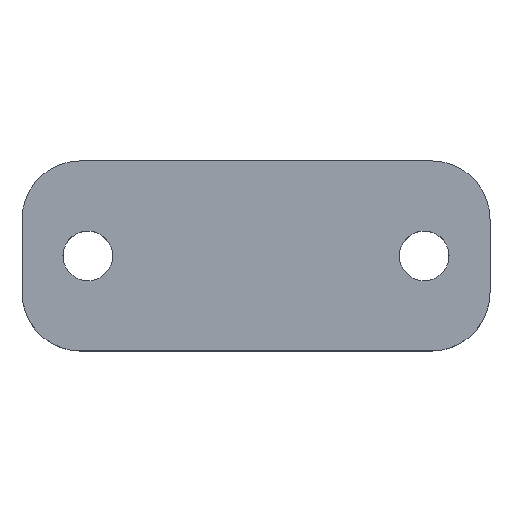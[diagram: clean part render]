
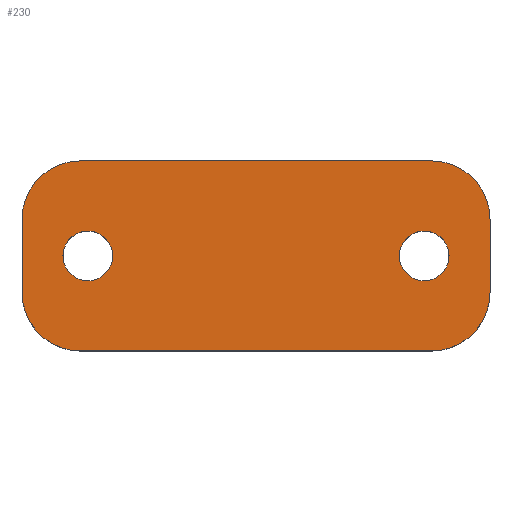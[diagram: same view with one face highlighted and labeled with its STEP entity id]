
A CAD part, top view. The second image highlights one B-rep face of the part: STEP entity #230.
In plain terms, the highlighted planar face has unit normal (0, 0, 1).
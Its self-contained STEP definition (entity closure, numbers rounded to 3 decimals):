
#32 = VERTEX_POINT('',#33);
#33 = CARTESIAN_POINT('',(-12.,3.1,4.));
#39 = EDGE_CURVE('',#32,#40,#42,.T.);
#40 = VERTEX_POINT('',#41);
#41 = CARTESIAN_POINT('',(12.,3.1,4.));
#42 = LINE('',#43,#44);
#43 = CARTESIAN_POINT('',(-16.,3.1,4.));
#44 = VECTOR('',#45,1.);
#45 = DIRECTION('',(1.,0.,0.));
#186 = VERTEX_POINT('',#187);
#187 = CARTESIAN_POINT('',(-16.,-0.9,4.));
#193 = EDGE_CURVE('',#32,#186,#194,.T.);
#194 = CIRCLE('',#195,4.);
#195 = AXIS2_PLACEMENT_3D('',#196,#197,#198);
#196 = CARTESIAN_POINT('',(-12.,-0.9,4.));
#197 = DIRECTION('',(-0.,0.,1.));
#198 = DIRECTION('',(0.,-1.,0.));
#211 = VERTEX_POINT('',#212);
#212 = CARTESIAN_POINT('',(16.,-0.9,4.));
#218 = EDGE_CURVE('',#40,#211,#219,.T.);
#219 = CIRCLE('',#220,4.);
#220 = AXIS2_PLACEMENT_3D('',#221,#222,#223);
#221 = CARTESIAN_POINT('',(12.,-0.9,4.));
#222 = DIRECTION('',(-0.,-0.,-1.));
#223 = DIRECTION('',(0.,-1.,0.));
#230 = ADVANCED_FACE('',(#231,#276,#287),#298,.T.);
#231 = FACE_BOUND('',#232,.T.);
#232 = EDGE_LOOP('',(#233,#234,#235,#243,#252,#260,#269,#275));
#233 = ORIENTED_EDGE('',*,*,#39,.F.);
#234 = ORIENTED_EDGE('',*,*,#193,.T.);
#235 = ORIENTED_EDGE('',*,*,#236,.F.);
#236 = EDGE_CURVE('',#237,#186,#239,.T.);
#237 = VERTEX_POINT('',#238);
#238 = CARTESIAN_POINT('',(-16.,-5.9,4.));
#239 = LINE('',#240,#241);
#240 = CARTESIAN_POINT('',(-16.,-9.9,4.));
#241 = VECTOR('',#242,1.);
#242 = DIRECTION('',(0.,1.,0.));
#243 = ORIENTED_EDGE('',*,*,#244,.T.);
#244 = EDGE_CURVE('',#237,#245,#247,.T.);
#245 = VERTEX_POINT('',#246);
#246 = CARTESIAN_POINT('',(-12.,-9.9,4.));
#247 = CIRCLE('',#248,4.);
#248 = AXIS2_PLACEMENT_3D('',#249,#250,#251);
#249 = CARTESIAN_POINT('',(-12.,-5.9,4.));
#250 = DIRECTION('',(-0.,0.,1.));
#251 = DIRECTION('',(0.,-1.,0.));
#252 = ORIENTED_EDGE('',*,*,#253,.F.);
#253 = EDGE_CURVE('',#254,#245,#256,.T.);
#254 = VERTEX_POINT('',#255);
#255 = CARTESIAN_POINT('',(12.,-9.9,4.));
#256 = LINE('',#257,#258);
#257 = CARTESIAN_POINT('',(16.,-9.9,4.));
#258 = VECTOR('',#259,1.);
#259 = DIRECTION('',(-1.,0.,0.));
#260 = ORIENTED_EDGE('',*,*,#261,.F.);
#261 = EDGE_CURVE('',#262,#254,#264,.T.);
#262 = VERTEX_POINT('',#263);
#263 = CARTESIAN_POINT('',(16.,-5.9,4.));
#264 = CIRCLE('',#265,4.);
#265 = AXIS2_PLACEMENT_3D('',#266,#267,#268);
#266 = CARTESIAN_POINT('',(12.,-5.9,4.));
#267 = DIRECTION('',(-0.,-0.,-1.));
#268 = DIRECTION('',(0.,-1.,0.));
#269 = ORIENTED_EDGE('',*,*,#270,.F.);
#270 = EDGE_CURVE('',#211,#262,#271,.T.);
#271 = LINE('',#272,#273);
#272 = CARTESIAN_POINT('',(16.,3.1,4.));
#273 = VECTOR('',#274,1.);
#274 = DIRECTION('',(0.,-1.,0.));
#275 = ORIENTED_EDGE('',*,*,#218,.F.);
#276 = FACE_BOUND('',#277,.T.);
#277 = EDGE_LOOP('',(#278));
#278 = ORIENTED_EDGE('',*,*,#279,.F.);
#279 = EDGE_CURVE('',#280,#280,#282,.T.);
#280 = VERTEX_POINT('',#281);
#281 = CARTESIAN_POINT('',(-9.8,-3.4,4.));
#282 = CIRCLE('',#283,1.7);
#283 = AXIS2_PLACEMENT_3D('',#284,#285,#286);
#284 = CARTESIAN_POINT('',(-11.5,-3.4,4.));
#285 = DIRECTION('',(0.,0.,1.));
#286 = DIRECTION('',(1.,0.,0.));
#287 = FACE_BOUND('',#288,.T.);
#288 = EDGE_LOOP('',(#289));
#289 = ORIENTED_EDGE('',*,*,#290,.F.);
#290 = EDGE_CURVE('',#291,#291,#293,.T.);
#291 = VERTEX_POINT('',#292);
#292 = CARTESIAN_POINT('',(13.2,-3.4,4.));
#293 = CIRCLE('',#294,1.7);
#294 = AXIS2_PLACEMENT_3D('',#295,#296,#297);
#295 = CARTESIAN_POINT('',(11.5,-3.4,4.));
#296 = DIRECTION('',(0.,0.,1.));
#297 = DIRECTION('',(1.,0.,0.));
#298 = PLANE('',#299);
#299 = AXIS2_PLACEMENT_3D('',#300,#301,#302);
#300 = CARTESIAN_POINT('',(0.,-3.4,4.));
#301 = DIRECTION('',(0.,0.,1.));
#302 = DIRECTION('',(1.,0.,0.));
